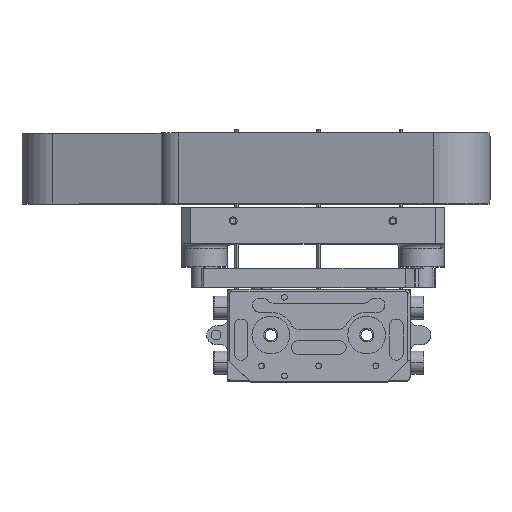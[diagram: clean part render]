
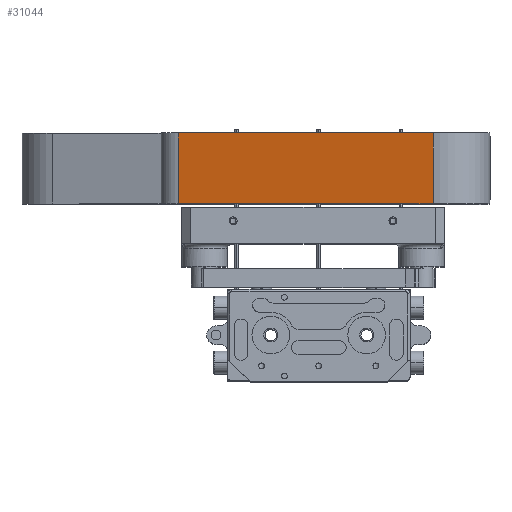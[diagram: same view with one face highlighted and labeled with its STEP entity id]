
A CAD part, top view. The second image highlights one B-rep face of the part: STEP entity #31044.
In plain terms, the highlighted planar face has unit normal (-0.247, 0, 0.969).
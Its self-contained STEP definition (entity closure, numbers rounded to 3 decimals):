
#82 = DIRECTION ( 'NONE',  ( 0., -1., 0. ) ) ;
#714 = CARTESIAN_POINT ( 'NONE',  ( 90.056, 97.461, 114.642 ) ) ;
#2568 = CARTESIAN_POINT ( 'NONE',  ( -21.472, 97.461, 86.19 ) ) ;
#5879 = EDGE_CURVE ( 'NONE', #116734, #35399, #18900, .T. ) ;
#9968 = DIRECTION ( 'NONE',  ( 0., -1., 0. ) ) ;
#11622 = PLANE ( 'NONE',  #44034 ) ;
#12231 = DIRECTION ( 'NONE',  ( 0.969, 0., 0.247 ) ) ;
#15498 = VERTEX_POINT ( 'NONE', #27638 ) ;
#18900 = LINE ( 'NONE', #77692, #54022 ) ;
#27638 = CARTESIAN_POINT ( 'NONE',  ( 90.056, 77.461, 114.642 ) ) ;
#30618 = CARTESIAN_POINT ( 'NONE',  ( -21.472, 97.461, 86.19 ) ) ;
#31044 = ADVANCED_FACE ( 'NONE', ( #82038 ), #11622, .F. ) ;
#33537 = CARTESIAN_POINT ( 'NONE',  ( 90.056, 77.461, 114.642 ) ) ;
#34869 = VERTEX_POINT ( 'NONE', #97034 ) ;
#35399 = VERTEX_POINT ( 'NONE', #54657 ) ;
#43925 = ORIENTED_EDGE ( 'NONE', *, *, #114258, .F. ) ;
#44034 = AXIS2_PLACEMENT_3D ( 'NONE', #2568, #51018, #61996 ) ;
#48555 = DIRECTION ( 'NONE',  ( -0.969, 0., -0.247 ) ) ;
#49137 = LINE ( 'NONE', #714, #83988 ) ;
#49383 = EDGE_CURVE ( 'NONE', #35399, #34869, #60336, .T. ) ;
#50998 = LINE ( 'NONE', #33537, #59119 ) ;
#51018 = DIRECTION ( 'NONE',  ( 0.247, 0., -0.969 ) ) ;
#54022 = VECTOR ( 'NONE', #48555, 1000. ) ;
#54091 = EDGE_CURVE ( 'NONE', #34869, #15498, #50998, .T. ) ;
#54657 = CARTESIAN_POINT ( 'NONE',  ( -21.472, 108.461, 86.19 ) ) ;
#57619 = ORIENTED_EDGE ( 'NONE', *, *, #5879, .T. ) ;
#59119 = VECTOR ( 'NONE', #12231, 1000. ) ;
#60336 = LINE ( 'NONE', #30618, #101961 ) ;
#61996 = DIRECTION ( 'NONE',  ( 0.969, 0., 0.247 ) ) ;
#75603 = CARTESIAN_POINT ( 'NONE',  ( 90.056, 108.461, 114.642 ) ) ;
#77692 = CARTESIAN_POINT ( 'NONE',  ( 90.056, 108.461, 114.642 ) ) ;
#80620 = EDGE_LOOP ( 'NONE', ( #43925, #57619, #127673, #100978 ) ) ;
#82038 = FACE_OUTER_BOUND ( 'NONE', #80620, .T. ) ;
#83988 = VECTOR ( 'NONE', #82, 1000. ) ;
#97034 = CARTESIAN_POINT ( 'NONE',  ( -21.472, 77.461, 86.19 ) ) ;
#100978 = ORIENTED_EDGE ( 'NONE', *, *, #54091, .T. ) ;
#101961 = VECTOR ( 'NONE', #9968, 1000. ) ;
#114258 = EDGE_CURVE ( 'NONE', #116734, #15498, #49137, .T. ) ;
#116734 = VERTEX_POINT ( 'NONE', #75603 ) ;
#127673 = ORIENTED_EDGE ( 'NONE', *, *, #49383, .T. ) ;
